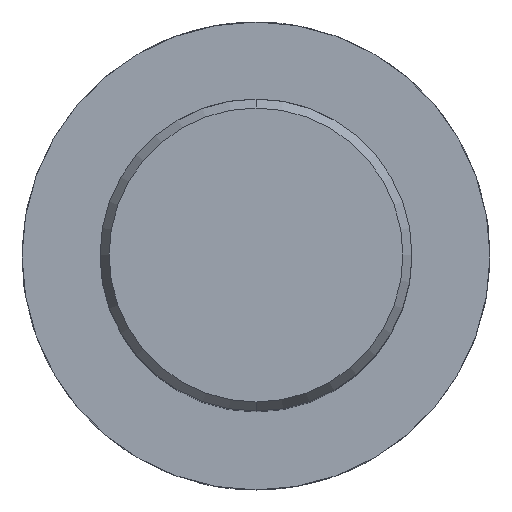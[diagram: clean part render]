
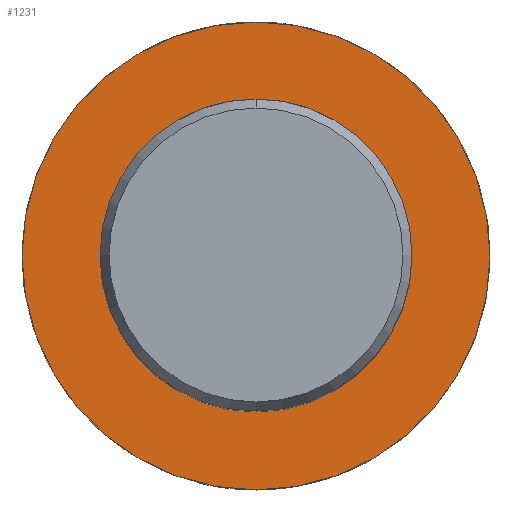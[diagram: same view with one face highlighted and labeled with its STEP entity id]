
A CAD part, top view. The second image highlights one B-rep face of the part: STEP entity #1231.
In plain terms, the highlighted planar face has unit normal (0, 0, 1).
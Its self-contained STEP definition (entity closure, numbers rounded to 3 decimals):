
#501=VERTEX_POINT('',#1335);
#545=EDGE_CURVE('',#501,#989,#1382,.T.);
#803=EDGE_CURVE('',#1219,#933,#1663,.T.);
#869=EDGE_CURVE('',#933,#1219,#1735,.T.);
#933=VERTEX_POINT('',#1803);
#989=VERTEX_POINT('',#1865);
#1147=EDGE_CURVE('',#989,#501,#2041,.T.);
#1219=VERTEX_POINT('',#2116);
#1231=ADVANCED_FACE('',(#2130,#2131),#2132,.T.);
#1335=CARTESIAN_POINT('',(0.0,20.0,-70.0));
#1382=CIRCLE('',#2964,20.0);
#1663=CIRCLE('',#3549,30.0);
#1735=CIRCLE('',#3988,30.0);
#1803=CARTESIAN_POINT('',(0.0,30.0,-70.0));
#1865=CARTESIAN_POINT('',(0.,-20.0,-70.0));
#2041=CIRCLE('',#5399,20.0);
#2116=CARTESIAN_POINT('',(0.,-30.0,-70.0));
#2130=FACE_BOUND('',#5664,.T.);
#2131=FACE_OUTER_BOUND('',#5665,.T.);
#2132=PLANE('',#5666);
#2964=AXIS2_PLACEMENT_3D('',#5805,#5806,#5807);
#3549=AXIS2_PLACEMENT_3D('',#6080,#6081,#6082);
#3988=AXIS2_PLACEMENT_3D('',#6158,#6159,#6160);
#5399=AXIS2_PLACEMENT_3D('',#6559,#6560,#6561);
#5664=EDGE_LOOP('',(#6636,#6637));
#5665=EDGE_LOOP('',(#6638,#6639));
#5666=AXIS2_PLACEMENT_3D('',#6640,#6641,#6642);
#5805=CARTESIAN_POINT('',(0.0,0.0,-70.0));
#5806=DIRECTION('',(-0.0,0.0,-1.0));
#5807=DIRECTION('',(0.0,1.0,0.0));
#6080=CARTESIAN_POINT('',(0.0,0.0,-70.0));
#6081=DIRECTION('',(0.0,0.0,-1.0));
#6082=DIRECTION('',(0.0,1.0,0.0));
#6158=CARTESIAN_POINT('',(0.0,0.0,-70.0));
#6159=DIRECTION('',(0.0,0.0,-1.0));
#6160=DIRECTION('',(0.0,1.0,0.0));
#6559=CARTESIAN_POINT('',(0.0,0.0,-70.0));
#6560=DIRECTION('',(-0.0,0.0,-1.0));
#6561=DIRECTION('',(0.0,1.0,0.0));
#6636=ORIENTED_EDGE('',*,*,#545,.T.);
#6637=ORIENTED_EDGE('',*,*,#1147,.T.);
#6638=ORIENTED_EDGE('',*,*,#869,.F.);
#6639=ORIENTED_EDGE('',*,*,#803,.F.);
#6640=CARTESIAN_POINT('',(0.0,15.0,-70.0));
#6641=DIRECTION('',(-0.0,0.0,1.0));
#6642=DIRECTION('',(0.0,-1.0,0.0));
